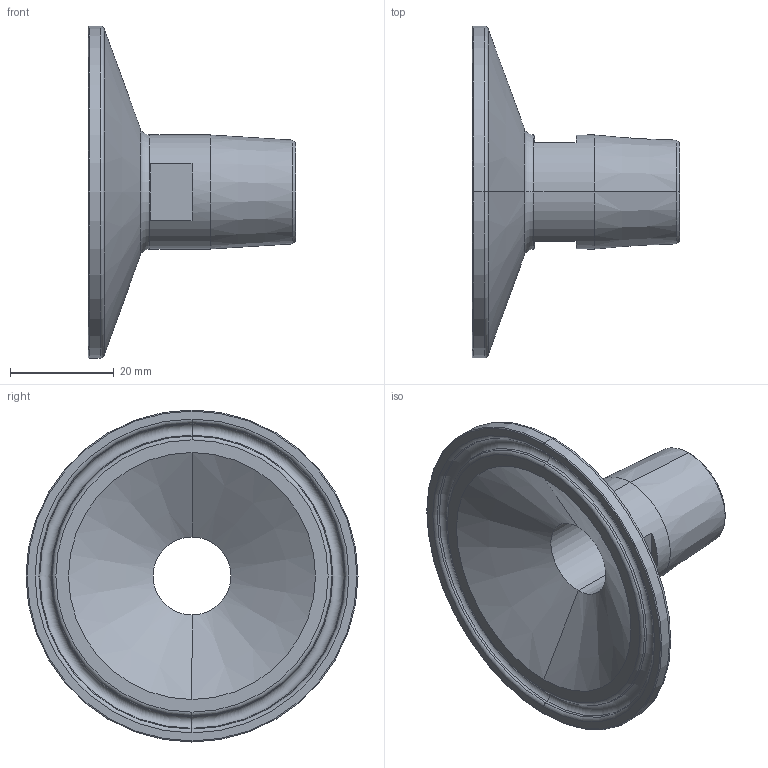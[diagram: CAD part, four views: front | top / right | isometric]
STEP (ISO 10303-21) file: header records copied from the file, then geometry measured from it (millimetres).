
FILE_DESCRIPTION (( 'STEP AP214' ), '1' );
FILE_NAME ('AM.200.050.STEP', '2020-03-26T13:48:50', ( '' ), ( '' ), 'SwSTEP 2.0', 'SolidWorks 2019', '' );
FILE_SCHEMA (( 'AUTOMOTIVE_DESIGN' ));
Length unit declared in the file: millimetre
Products named in the file (1): AM.200.050
Bounding box: 40 x 64 x 64 mm (x, y, z)
Volume: 17699.8 mm3; surface area: 10660.6 mm2
Topology: 1 solids, 1 shells, 39 faces, 78 edges, 44 vertices
Faces by surface type: cone 12, torus 12, plane 9, cylinder 6
Entity records: 1050 total; most frequent: DIRECTION 210, CARTESIAN_POINT 162, ORIENTED_EDGE 156, AXIS2_PLACEMENT_3D 92, EDGE_CURVE 78, CIRCLE 52, EDGE_LOOP 44, VERTEX_POINT 44
